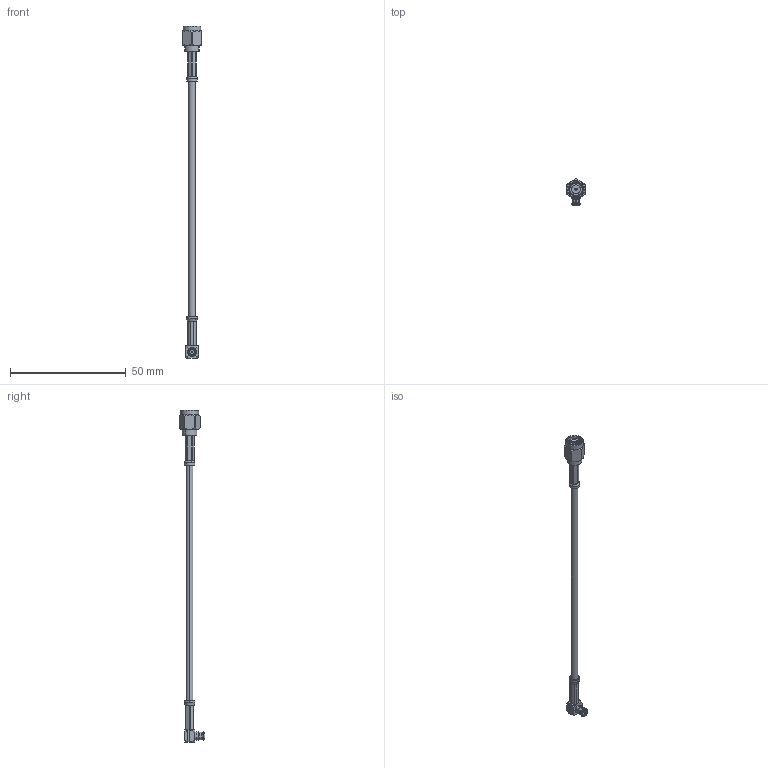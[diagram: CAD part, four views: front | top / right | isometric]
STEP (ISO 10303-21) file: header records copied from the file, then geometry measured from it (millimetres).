
FILE_DESCRIPTION (( 'STEP AP214' ), '1' );
FILE_NAME ('PE35437.step', '2021-11-18T19:36:35', ( '' ), ( '' ), 'SwSTEP 2.0', 'SolidWorks 2021', '' );
FILE_SCHEMA (( 'AUTOMOTIVE_DESIGN' ));
Length unit declared in the file: inch
Products named in the file (4): RG316DS^PE35437_RG-316DS; PE35437; PE4879^PE35437_Crimped; PE4401^PE35437_Crimped
Assembly tree (3 placements, depth 2):
  PE35437
    RG316DS^PE35437_RG-316DS
    PE4401^PE35437_Crimped
    PE4879^PE35437_Crimped
Bounding box: 7.94 x 11.07 x 143.27 mm (x, y, z)
Volume: 1363.2 mm3; surface area: 2425.4 mm2
Topology: 5 solids, 5 shells, 300 faces, 750 edges, 476 vertices
Faces by surface type: cylinder 111, plane 104, cone 58, bspline 23, torus 4
Entity records: 13452 total; most frequent: CARTESIAN_POINT 6386, ORIENTED_EDGE 1500, DIRECTION 1328, EDGE_CURVE 750, AXIS2_PLACEMENT_3D 510, VERTEX_POINT 476, EDGE_LOOP 320, LINE 308
